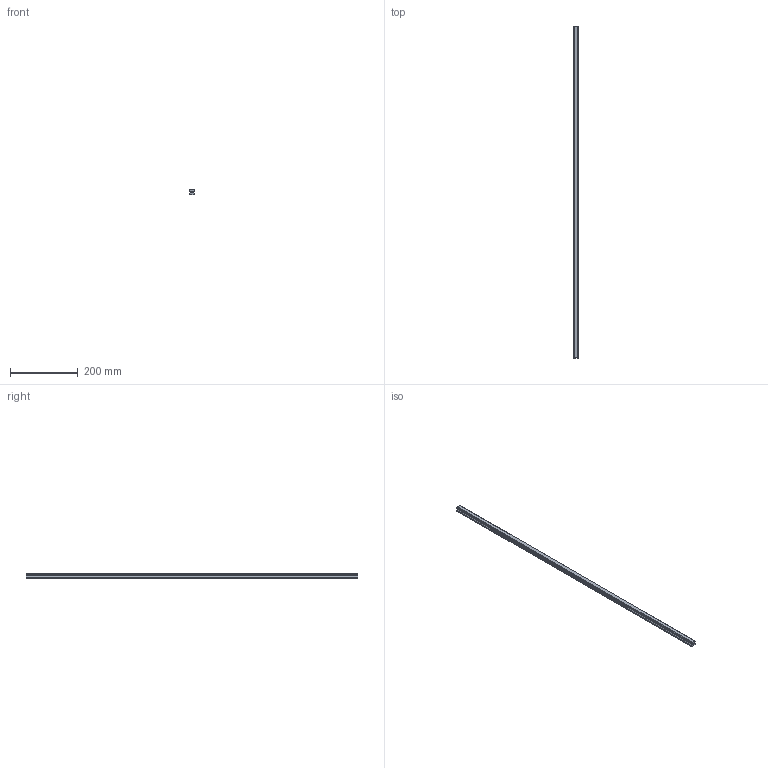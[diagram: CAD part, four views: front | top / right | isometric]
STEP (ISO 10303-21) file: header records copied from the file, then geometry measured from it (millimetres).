
FILE_DESCRIPTION(('STEP AP214'),'1');
FILE_NAME('cctmp_538FD401-BD02-40B6-A65B-C3754E06888A_2021_01_19_10_09_30_0735..stp','2021-01-19T09:09:30',('HIWIN GmbH'),('CADClick - www.CADClick.com'),'Spatial InterOp 3D',' ','unknown authorization');
FILE_SCHEMA(('AUTOMOTIVE_DESIGN'));
Length unit declared in the file: millimetre
Products named in the file (1): HGR15T980C_FILE
Bounding box: 15 x 980 x 15 mm (x, y, z)
Volume: 183873.1 mm3; surface area: 62496.2 mm2
Topology: 1 solids, 1 shells, 183 faces, 497 edges, 303 vertices
Faces by surface type: plane 89, cylinder 60, cone 34
Entity records: 6969 total; most frequent: DIRECTION 951, CARTESIAN_POINT 950, ORIENTED_EDGE 926, EDGE_CURVE 463, LINE 343, VECTOR 343, AXIS2_PLACEMENT_3D 304, VERTEX_POINT 303
